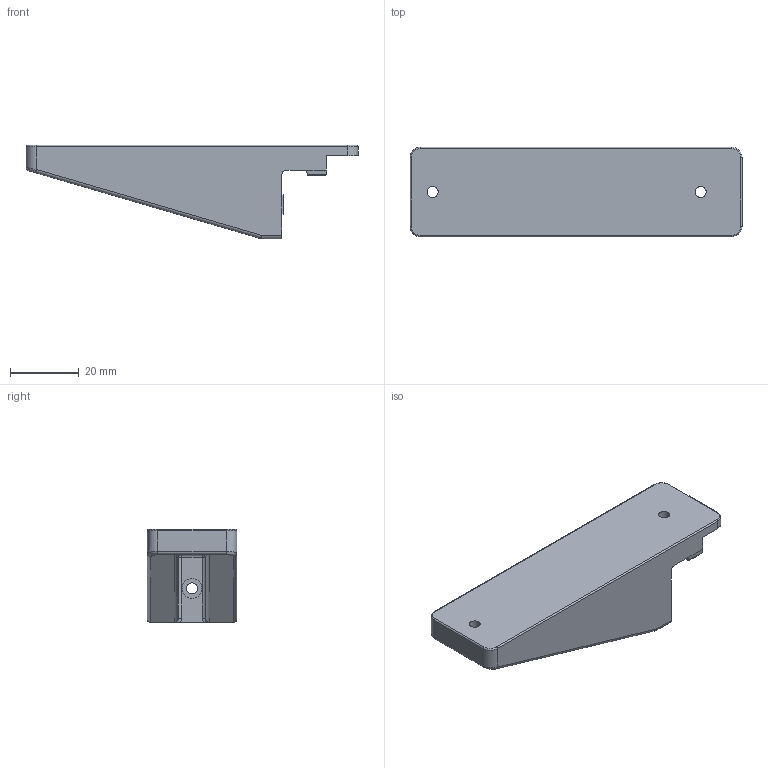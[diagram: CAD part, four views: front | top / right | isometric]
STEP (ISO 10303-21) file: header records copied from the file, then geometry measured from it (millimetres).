
FILE_DESCRIPTION(/* description */ (''),/* implementation_level */ '2;1');
FILE_NAME(/* name */ 'ercf_mount_mid.step',/* time_stamp */ '2023-09-03T13:57:02-04:00',/* author */ (''),/* organization */ (''),/* preprocessor_version */ 'ST-DEVELOPER v20',/* originating_system */ 'Autodesk Translation Framework v12.9.0.99',/* authorisation */ '');
FILE_SCHEMA (('AUTOMOTIVE_DESIGN { 1 0 10303 214 3 1 1 }'));
Length unit declared in the file: millimetre
Products named in the file (1): ercf_mount_mid
Bounding box: 96.6 x 26 x 27.2 mm (x, y, z)
Volume: 32419.7 mm3; surface area: 10391 mm2
Topology: 1 solids, 1 shells, 89 faces, 208 edges, 123 vertices
Faces by surface type: plane 40, cylinder 34, bspline 6, sphere 4, torus 4, cone 1
Full cylindrical faces by diameter (mm): 3.2 x3, 5.8 x1
Entity records: 2708 total; most frequent: CARTESIAN_POINT 615, DIRECTION 443, ORIENTED_EDGE 416, EDGE_CURVE 208, AXIS2_PLACEMENT_3D 157, LINE 129, VECTOR 129, VERTEX_POINT 123
